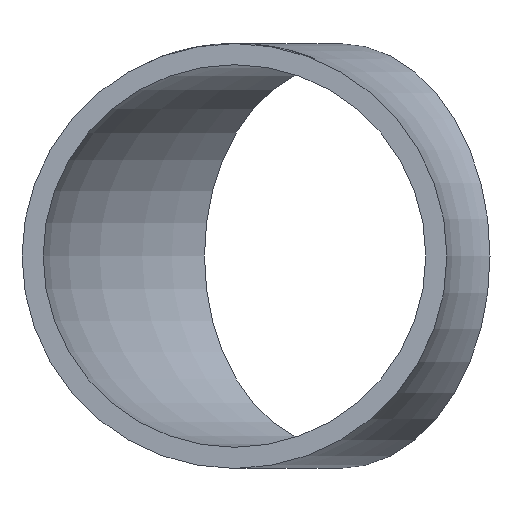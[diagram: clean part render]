
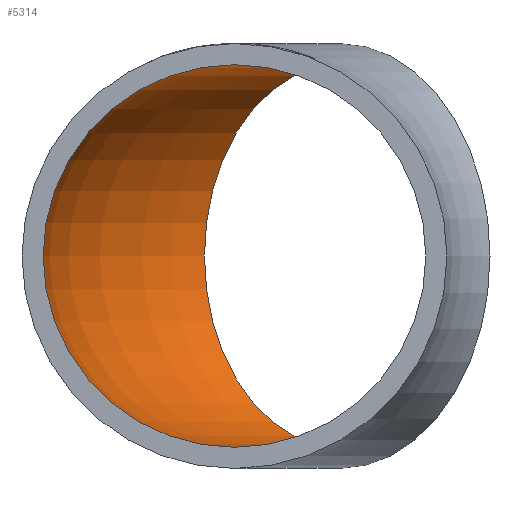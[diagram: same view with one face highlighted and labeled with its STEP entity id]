
A CAD part, front view. The second image highlights one B-rep face of the part: STEP entity #5314.
In plain terms, the highlighted toroidal (fillet/blend) face has major radius 51 mm and minor radius 27.15 mm.
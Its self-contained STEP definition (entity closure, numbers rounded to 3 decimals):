
#648 = AXIS2_PLACEMENT_3D ( 'NONE', #18647, #15637, #5520 ) ;
#3349 = CARTESIAN_POINT ( 'NONE',  ( -55.26, 55.26, 0. ) ) ;
#3522 = DIRECTION ( 'NONE',  ( 0., 0., 1. ) ) ;
#4214 = CIRCLE ( 'NONE', #16225, 27.15 ) ;
#5314 = ADVANCED_FACE ( 'NONE', ( #13394, #13073 ), #12987, .F. ) ;
#5520 = DIRECTION ( 'NONE',  ( -1., 0., 0. ) ) ;
#5728 = EDGE_LOOP ( 'NONE', ( #6909 ) ) ;
#6909 = ORIENTED_EDGE ( 'NONE', *, *, #10015, .T. ) ;
#7974 = DIRECTION ( 'NONE',  ( -0.707, 0.707, 0. ) ) ;
#8283 = DIRECTION ( 'NONE',  ( 0.707, 0.707, 0. ) ) ;
#9892 = CARTESIAN_POINT ( 'NONE',  ( -51., 0., 27.15 ) ) ;
#10015 = EDGE_CURVE ( 'NONE', #14731, #14731, #4214, .T. ) ;
#11593 = DIRECTION ( 'NONE',  ( 0., 1., 0. ) ) ;
#11746 = EDGE_CURVE ( 'NONE', #15473, #15473, #11899, .T. ) ;
#11899 = CIRCLE ( 'NONE', #17395, 27.15 ) ;
#12987 = TOROIDAL_SURFACE ( 'NONE', #648, 51., 27.15 ) ;
#13073 = FACE_OUTER_BOUND ( 'NONE', #16285, .T. ) ;
#13394 = FACE_OUTER_BOUND ( 'NONE', #5728, .T. ) ;
#13428 = CARTESIAN_POINT ( 'NONE',  ( -51., 0., 0. ) ) ;
#14731 = VERTEX_POINT ( 'NONE', #3349 ) ;
#15473 = VERTEX_POINT ( 'NONE', #9892 ) ;
#15637 = DIRECTION ( 'NONE',  ( 0., 0., -1. ) ) ;
#16225 = AXIS2_PLACEMENT_3D ( 'NONE', #16477, #8283, #7974 ) ;
#16285 = EDGE_LOOP ( 'NONE', ( #19188 ) ) ;
#16477 = CARTESIAN_POINT ( 'NONE',  ( -36.062, 36.062, 0. ) ) ;
#17395 = AXIS2_PLACEMENT_3D ( 'NONE', #13428, #11593, #3522 ) ;
#18647 = CARTESIAN_POINT ( 'NONE',  ( 0., 0., 0. ) ) ;
#19188 = ORIENTED_EDGE ( 'NONE', *, *, #11746, .F. ) ;
